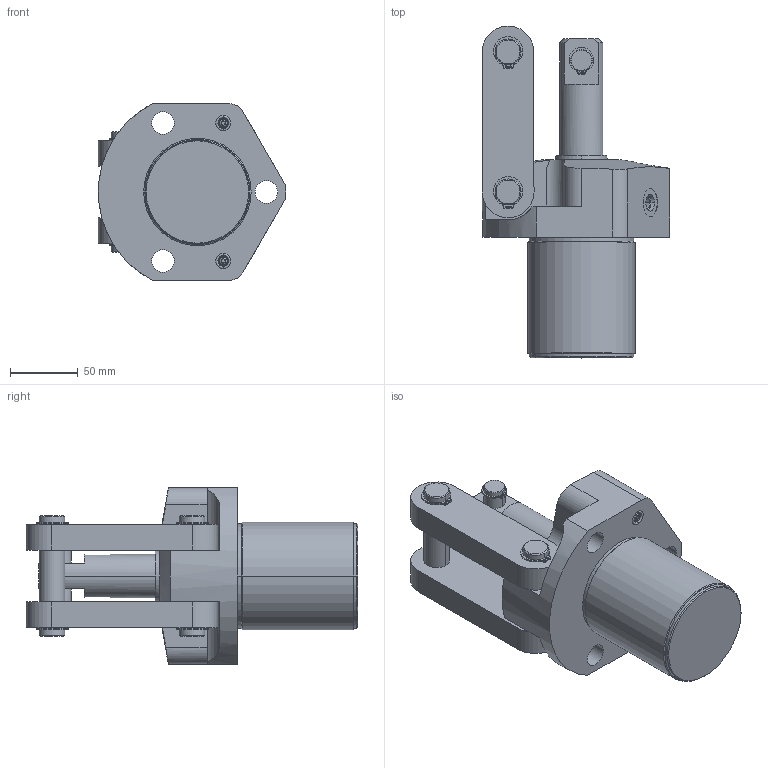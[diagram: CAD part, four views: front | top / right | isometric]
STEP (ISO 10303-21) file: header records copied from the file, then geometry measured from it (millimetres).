
FILE_DESCRIPTION((''),'2;1');
FILE_NAME('ILC16621600','2005-10-20T',('KR'),(''),'PRO/ENGINEER BY PARAMETRIC TECHNOLOGY CORPORATION, 2004290','PRO/ENGINEER BY PARAMETRIC TECHNOLOGY CORPORATION, 2004290','');
FILE_SCHEMA(('AUTOMOTIVE_DESIGN_CC2 { 1 2 10303 214 -1 1 5 2 }'));
Length unit declared in the file: inch
Products named in the file (1): ILC16621600
Bounding box: 138.12 x 244.45 x 130.18 mm (x, y, z)
Volume: 1316247.1 mm3; surface area: 144970.2 mm2
Topology: 1 solids, 8 shells, 300 faces, 762 edges, 494 vertices
Faces by surface type: cylinder 131, plane 121, cone 38, torus 8, sphere 2
Entity records: 9483 total; most frequent: CARTESIAN_POINT 1799, DIRECTION 1683, ORIENTED_EDGE 1498, EDGE_CURVE 758, AXIS2_PLACEMENT_3D 655, VERTEX_POINT 494, VECTOR 373, LINE 373
